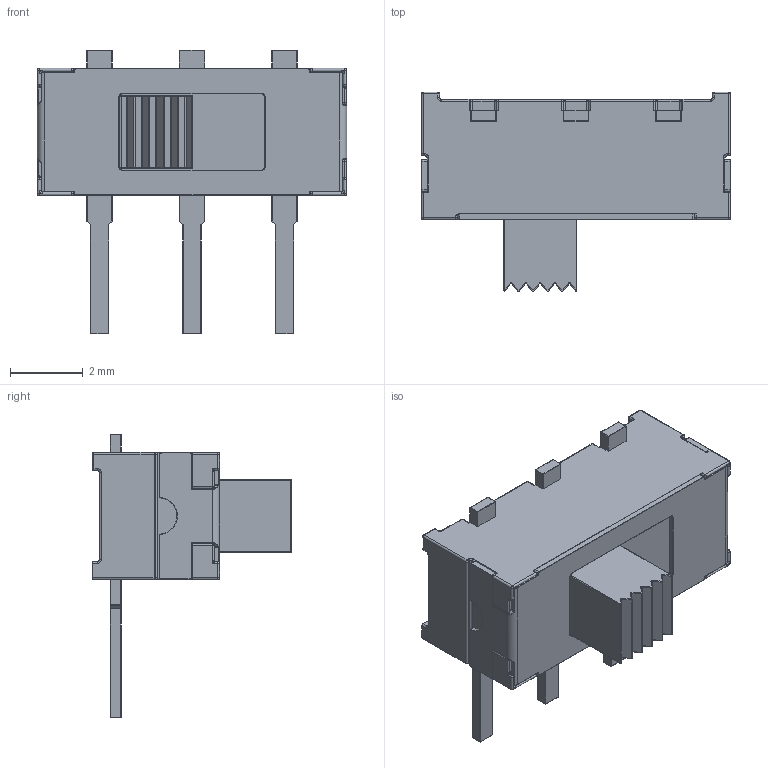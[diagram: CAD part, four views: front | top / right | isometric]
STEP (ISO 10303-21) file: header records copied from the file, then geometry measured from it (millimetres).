
FILE_DESCRIPTION(/* description */ (''),/* implementation_level */ '2;1');
FILE_NAME(/* name */ 'APEM MHSS1105.stp',/* time_stamp */ '2019-11-18T18:23:56+01:00',/* author */ ('Bernd das Brot'),/* organization */ (''),/* preprocessor_version */ 'ST-DEVELOPER v18',/* originating_system */ 'Autodesk Inventor 2020',/* authorisation */ '');
FILE_SCHEMA (('AUTOMOTIVE_DESIGN { 1 0 10303 214 3 1 1 }'));
Length unit declared in the file: millimetre
Products named in the file (1): APEM MHSS1105
Bounding box: 8.5 x 5.49 x 7.8 mm (x, y, z)
Volume: 105.9 mm3; surface area: 189.6 mm2
Topology: 1 solids, 1 shells, 760 faces, 1780 edges, 1018 vertices
Faces by surface type: cylinder 350, plane 190, torus 103, sphere 94, bspline 23
Entity records: 22889 total; most frequent: CARTESIAN_POINT 4439, DIRECTION 4029, ORIENTED_EDGE 3542, EDGE_CURVE 1771, AXIS2_PLACEMENT_3D 1579, VERTEX_POINT 1018, LINE 871, VECTOR 871
